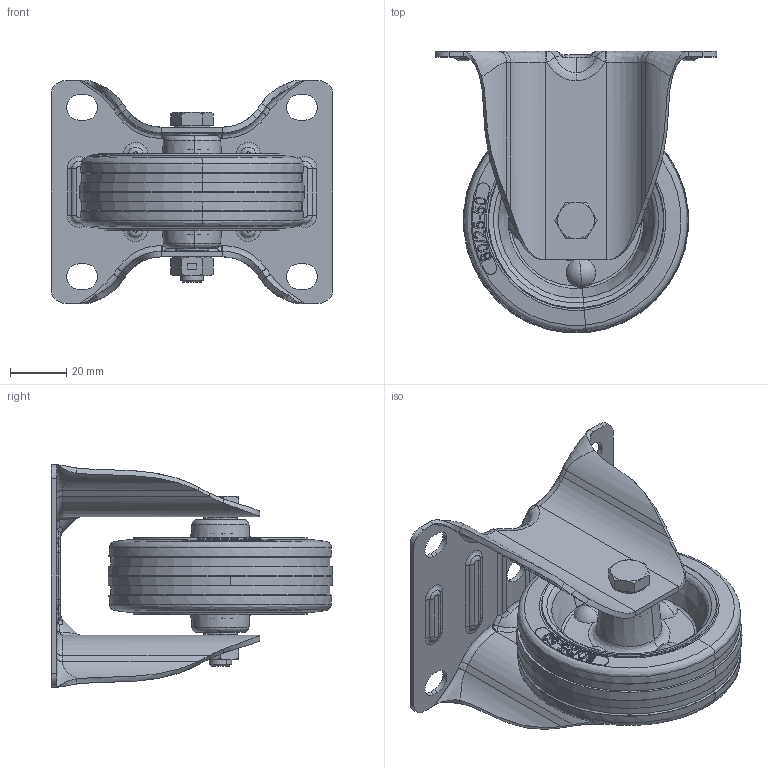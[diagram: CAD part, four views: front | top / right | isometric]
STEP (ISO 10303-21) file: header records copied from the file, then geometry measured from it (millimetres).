
FILE_DESCRIPTION (( 'STEP AP214' ), '1' );
FILE_NAME ('0056425.step', '2023-10-16T08:53:27', ( '' ), ( '' ), 'SwSTEP 2.0', 'SolidWorks 2020', '' );
FILE_SCHEMA (( 'AUTOMOTIVE_DESIGN' ));
Length unit declared in the file: millimetre
Products named in the file (1): 0056425
Bounding box: 100 x 99.86 x 79.31 mm (x, y, z)
Volume: 117035.9 mm3; surface area: 78396.1 mm2
Topology: 21 solids, 21 shells, 631 faces, 1491 edges, 900 vertices
Faces by surface type: bspline 207, plane 156, cylinder 142, cone 92, torus 34
Entity records: 35692 total; most frequent: CARTESIAN_POINT 15398, ORIENTED_EDGE 2926, DIRECTION 2363, EDGE_CURVE 1463, AXIS2_PLACEMENT_3D 915, VERTEX_POINT 900, EDGE_LOOP 707, UNCERTAINTY_MEASURE_WITH_UNIT 654
